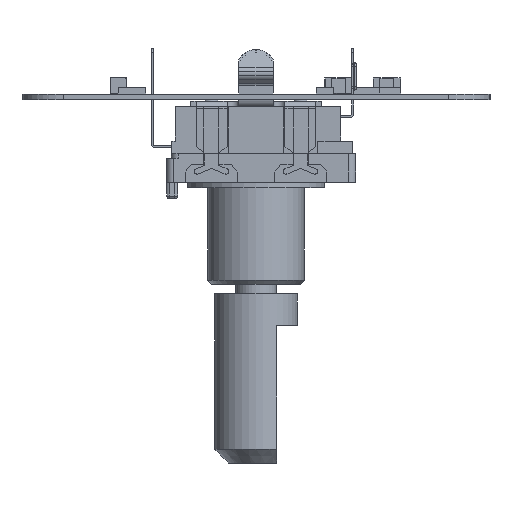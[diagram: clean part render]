
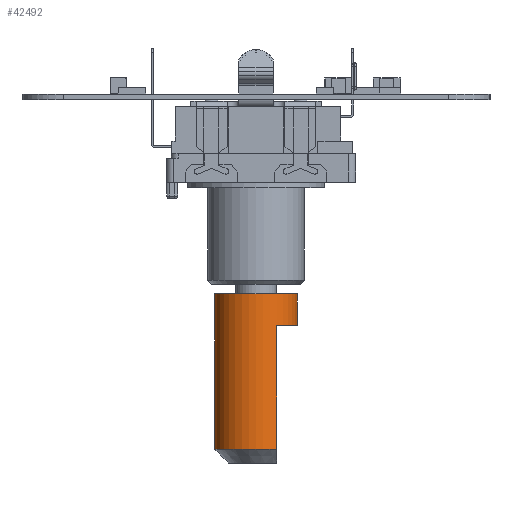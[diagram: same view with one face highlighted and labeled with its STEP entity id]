
A CAD part, left-side view. The second image highlights one B-rep face of the part: STEP entity #42492.
In plain terms, the highlighted cylindrical face has radius 3 mm (diameter 6 mm), a full revolution.
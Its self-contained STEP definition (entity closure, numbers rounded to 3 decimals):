
#42492 = ADVANCED_FACE('',(#42493),#42553,.T.);
#42493 = FACE_BOUND('',#42494,.T.);
#42494 = EDGE_LOOP('',(#42495,#42505,#42514,#42522,#42531,#42538,#42545,
    #42546));
#42495 = ORIENTED_EDGE('',*,*,#42496,.F.);
#42496 = EDGE_CURVE('',#42497,#42499,#42501,.T.);
#42497 = VERTEX_POINT('',#42498);
#42498 = CARTESIAN_POINT('',(16.598,15.5,
    -25.811));
#42499 = VERTEX_POINT('',#42500);
#42500 = CARTESIAN_POINT('',(16.598,15.5,
    -16.811));
#42501 = LINE('',#42502,#42503);
#42502 = CARTESIAN_POINT('',(16.598,15.5,
    -26.411));
#42503 = VECTOR('',#42504,1.);
#42504 = DIRECTION('',(0.,0.,1.));
#42505 = ORIENTED_EDGE('',*,*,#42506,.F.);
#42506 = EDGE_CURVE('',#42507,#42497,#42509,.T.);
#42507 = VERTEX_POINT('',#42508);
#42508 = CARTESIAN_POINT('',(11.402,15.5,
    -25.811));
#42509 = CIRCLE('',#42510,3.);
#42510 = AXIS2_PLACEMENT_3D('',#42511,#42512,#42513);
#42511 = CARTESIAN_POINT('',(14.,17.,
    -25.811));
#42512 = DIRECTION('',(0.,0.,-1.));
#42513 = DIRECTION('',(0.,1.,0.));
#42514 = ORIENTED_EDGE('',*,*,#42515,.T.);
#42515 = EDGE_CURVE('',#42507,#42516,#42518,.T.);
#42516 = VERTEX_POINT('',#42517);
#42517 = CARTESIAN_POINT('',(11.402,15.5,
    -16.811));
#42518 = LINE('',#42519,#42520);
#42519 = CARTESIAN_POINT('',(11.402,15.5,
    -26.411));
#42520 = VECTOR('',#42521,1.);
#42521 = DIRECTION('',(0.,0.,1.));
#42522 = ORIENTED_EDGE('',*,*,#42523,.T.);
#42523 = EDGE_CURVE('',#42516,#42524,#42526,.T.);
#42524 = VERTEX_POINT('',#42525);
#42525 = CARTESIAN_POINT('',(14.,14.,
    -16.811));
#42526 = CIRCLE('',#42527,3.);
#42527 = AXIS2_PLACEMENT_3D('',#42528,#42529,#42530);
#42528 = CARTESIAN_POINT('',(14.,17.,
    -16.811));
#42529 = DIRECTION('',(0.,0.,1.));
#42530 = DIRECTION('',(0.,-1.,0.));
#42531 = ORIENTED_EDGE('',*,*,#42532,.T.);
#42532 = EDGE_CURVE('',#42524,#42533,#42535,.T.);
#42533 = VERTEX_POINT('',#42534);
#42534 = CARTESIAN_POINT('',(14.,14.,
    -14.511));
#42535 = B_SPLINE_CURVE_WITH_KNOTS('',1,(#42536,#42537),.UNSPECIFIED.,
  .F.,.F.,(2,2),(9.6,11.9),.PIECEWISE_BEZIER_KNOTS.);
#42536 = CARTESIAN_POINT('',(14.,14.,
    -16.811));
#42537 = CARTESIAN_POINT('',(14.,14.,
    -14.511));
#42538 = ORIENTED_EDGE('',*,*,#42539,.F.);
#42539 = EDGE_CURVE('',#42533,#42533,#42540,.T.);
#42540 = CIRCLE('',#42541,3.);
#42541 = AXIS2_PLACEMENT_3D('',#42542,#42543,#42544);
#42542 = CARTESIAN_POINT('',(14.,17.,
    -14.511));
#42543 = DIRECTION('',(0.,0.,1.));
#42544 = DIRECTION('',(0.,-1.,0.));
#42545 = ORIENTED_EDGE('',*,*,#42532,.F.);
#42546 = ORIENTED_EDGE('',*,*,#42547,.T.);
#42547 = EDGE_CURVE('',#42524,#42499,#42548,.T.);
#42548 = CIRCLE('',#42549,3.);
#42549 = AXIS2_PLACEMENT_3D('',#42550,#42551,#42552);
#42550 = CARTESIAN_POINT('',(14.,17.,
    -16.811));
#42551 = DIRECTION('',(0.,0.,1.));
#42552 = DIRECTION('',(0.,-1.,0.));
#42553 = CYLINDRICAL_SURFACE('',#42554,3.);
#42554 = AXIS2_PLACEMENT_3D('',#42555,#42556,#42557);
#42555 = CARTESIAN_POINT('',(14.,17.,
    -26.411));
#42556 = DIRECTION('',(0.,0.,1.));
#42557 = DIRECTION('',(0.,-1.,0.));
